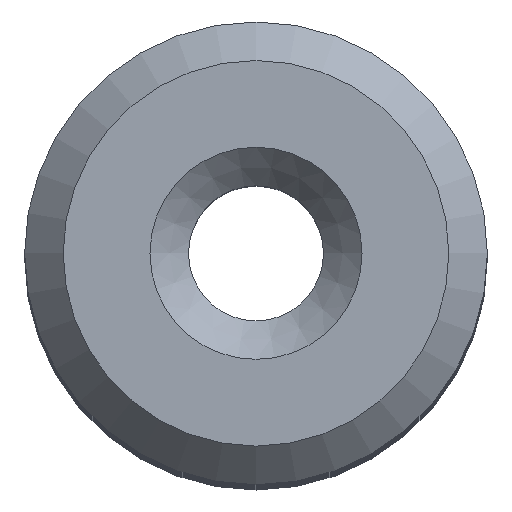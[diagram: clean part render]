
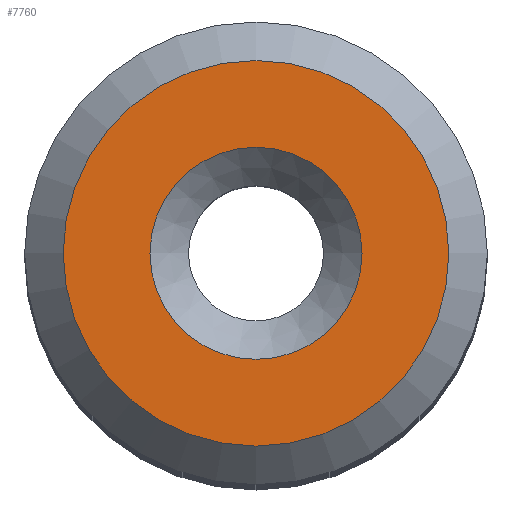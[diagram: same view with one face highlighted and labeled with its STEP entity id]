
A CAD part, top view. The second image highlights one B-rep face of the part: STEP entity #7760.
In plain terms, the highlighted planar face has unit normal (0, 0, 1).
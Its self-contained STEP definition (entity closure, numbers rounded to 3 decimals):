
#21 = EDGE_CURVE('',#22,#22,#24,.T.);
#22 = VERTEX_POINT('',#23);
#23 = CARTESIAN_POINT('',(1.375,0.,40.));
#24 = SURFACE_CURVE('',#25,(#30,#42),.PCURVE_S1.);
#25 = CIRCLE('',#26,1.375);
#26 = AXIS2_PLACEMENT_3D('',#27,#28,#29);
#27 = CARTESIAN_POINT('',(0.,0.,40.));
#28 = DIRECTION('',(0.,0.,-1.));
#29 = DIRECTION('',(1.,0.,0.));
#30 = PCURVE('',#31,#36);
#31 = CONICAL_SURFACE('',#32,1.375,0.785);
#32 = AXIS2_PLACEMENT_3D('',#33,#34,#35);
#33 = CARTESIAN_POINT('',(0.,0.,40.));
#34 = DIRECTION('',(0.,0.,1.));
#35 = DIRECTION('',(1.,0.,0.));
#36 = DEFINITIONAL_REPRESENTATION('',(#37),#41);
#37 = LINE('',#38,#39);
#38 = CARTESIAN_POINT('',(-0.,-0.));
#39 = VECTOR('',#40,1.);
#40 = DIRECTION('',(-1.,-0.));
#41 = ( GEOMETRIC_REPRESENTATION_CONTEXT(2) 
PARAMETRIC_REPRESENTATION_CONTEXT() REPRESENTATION_CONTEXT('2D SPACE',''
  ) );
#42 = PCURVE('',#43,#48);
#43 = PLANE('',#44);
#44 = AXIS2_PLACEMENT_3D('',#45,#46,#47);
#45 = CARTESIAN_POINT('',(0.,0.,40.));
#46 = DIRECTION('',(0.,0.,-1.));
#47 = DIRECTION('',(1.,0.,0.));
#48 = DEFINITIONAL_REPRESENTATION('',(#49),#53);
#49 = CIRCLE('',#50,1.375);
#50 = AXIS2_PLACEMENT_2D('',#51,#52);
#51 = CARTESIAN_POINT('',(0.,0.));
#52 = DIRECTION('',(1.,-0.));
#53 = ( GEOMETRIC_REPRESENTATION_CONTEXT(2) 
PARAMETRIC_REPRESENTATION_CONTEXT() REPRESENTATION_CONTEXT('2D SPACE',''
  ) );
#7676 = CONICAL_SURFACE('',#7677,2.5,0.785);
#7677 = AXIS2_PLACEMENT_3D('',#7678,#7679,#7680);
#7678 = CARTESIAN_POINT('',(0.,0.,40.));
#7679 = DIRECTION('',(0.,0.,-1.));
#7680 = DIRECTION('',(1.,0.,0.));
#7714 = EDGE_CURVE('',#7715,#7715,#7717,.T.);
#7715 = VERTEX_POINT('',#7716);
#7716 = CARTESIAN_POINT('',(2.5,0.,40.));
#7717 = SURFACE_CURVE('',#7718,(#7723,#7730),.PCURVE_S1.);
#7718 = CIRCLE('',#7719,2.5);
#7719 = AXIS2_PLACEMENT_3D('',#7720,#7721,#7722);
#7720 = CARTESIAN_POINT('',(0.,0.,40.));
#7721 = DIRECTION('',(0.,0.,-1.));
#7722 = DIRECTION('',(1.,0.,0.));
#7723 = PCURVE('',#7676,#7724);
#7724 = DEFINITIONAL_REPRESENTATION('',(#7725),#7729);
#7725 = LINE('',#7726,#7727);
#7726 = CARTESIAN_POINT('',(0.,0.));
#7727 = VECTOR('',#7728,1.);
#7728 = DIRECTION('',(1.,0.));
#7729 = ( GEOMETRIC_REPRESENTATION_CONTEXT(2) 
PARAMETRIC_REPRESENTATION_CONTEXT() REPRESENTATION_CONTEXT('2D SPACE',''
  ) );
#7730 = PCURVE('',#43,#7731);
#7731 = DEFINITIONAL_REPRESENTATION('',(#7732),#7736);
#7732 = CIRCLE('',#7733,2.5);
#7733 = AXIS2_PLACEMENT_2D('',#7734,#7735);
#7734 = CARTESIAN_POINT('',(0.,0.));
#7735 = DIRECTION('',(1.,-0.));
#7736 = ( GEOMETRIC_REPRESENTATION_CONTEXT(2) 
PARAMETRIC_REPRESENTATION_CONTEXT() REPRESENTATION_CONTEXT('2D SPACE',''
  ) );
#7760 = ADVANCED_FACE('',(#7761,#7764),#43,.F.);
#7761 = FACE_BOUND('',#7762,.T.);
#7762 = EDGE_LOOP('',(#7763));
#7763 = ORIENTED_EDGE('',*,*,#21,.T.);
#7764 = FACE_BOUND('',#7765,.T.);
#7765 = EDGE_LOOP('',(#7766));
#7766 = ORIENTED_EDGE('',*,*,#7714,.F.);
